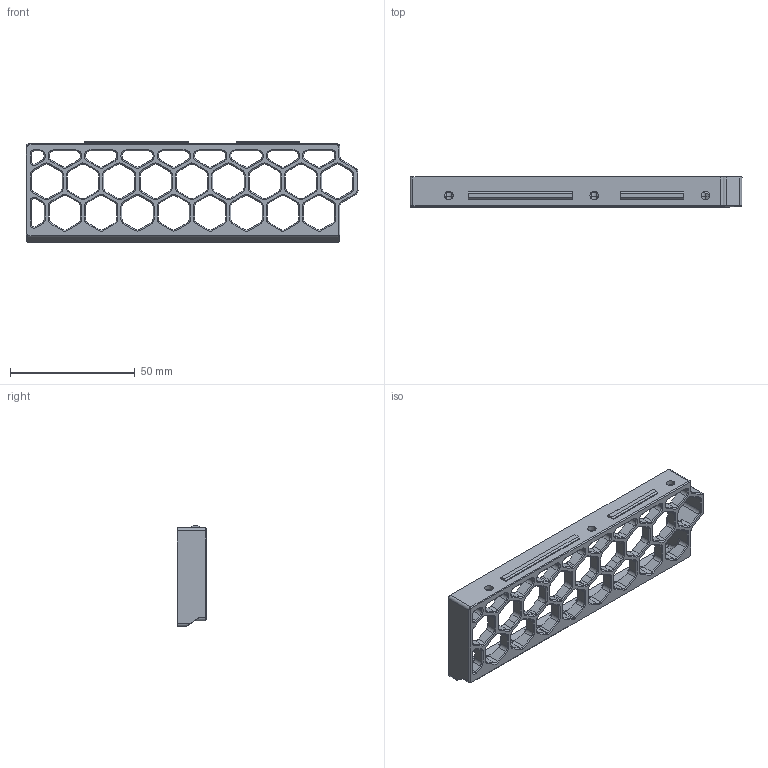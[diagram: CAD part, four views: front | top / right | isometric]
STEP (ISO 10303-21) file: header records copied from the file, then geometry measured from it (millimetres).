
FILE_DESCRIPTION(/* description */ (''),/* implementation_level */ '2;1');
FILE_NAME(/* name */ 'skirt_rear_x1.step',/* time_stamp */ '2025-12-31T11:23:18-05:00',/* author */ (''),/* organization */ (''),/* preprocessor_version */ 'ST-DEVELOPER v20.1',/* originating_system */ 'Autodesk Translation Framework v14.21.0.0',/* authorisation */ '');
FILE_SCHEMA (('AUTOMOTIVE_DESIGN { 1 0 10303 214 3 1 1 }'));
Length unit declared in the file: millimetre
Products named in the file (2): Rear (2); skirt_side_A (1)
Assembly tree (1 placements, depth 2):
  Rear (2)
    skirt_side_A (1)
Bounding box: 132.94 x 12 x 40.5 mm (x, y, z)
Volume: 14626.1 mm3; surface area: 15145.1 mm2
Topology: 1 solids, 1 shells, 806 faces, 2140 edges, 1315 vertices
Faces by surface type: plane 402, cylinder 225, cone 170, bspline 5, torus 4
Full cylindrical faces by diameter (mm): 3.4 x3, 6.2 x3
Entity records: 25761 total; most frequent: CARTESIAN_POINT 5535, ORIENTED_EDGE 4280, DIRECTION 4206, EDGE_CURVE 2140, AXIS2_PLACEMENT_3D 1419, LINE 1368, VECTOR 1368, VERTEX_POINT 1315
